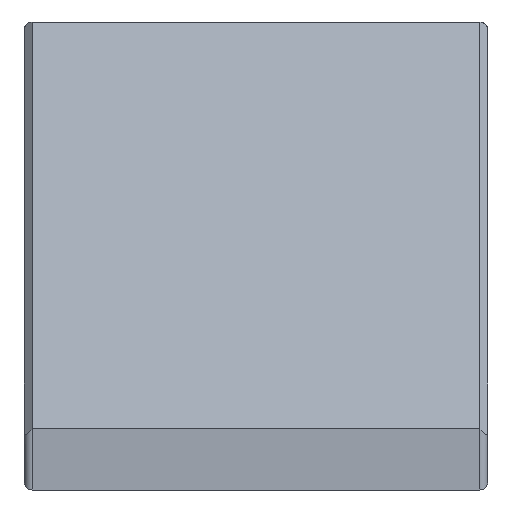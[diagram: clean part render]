
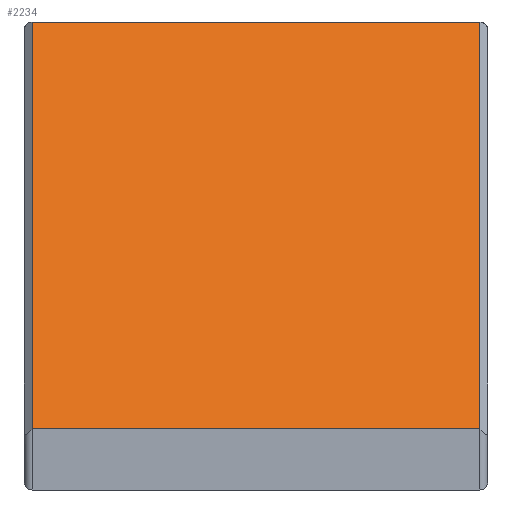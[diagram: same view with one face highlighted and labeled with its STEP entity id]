
A CAD part, left-side view. The second image highlights one B-rep face of the part: STEP entity #2234.
In plain terms, the highlighted planar face has unit normal (-0.707, 0, 0.707).
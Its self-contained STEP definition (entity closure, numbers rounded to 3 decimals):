
#117=PLANE('',#2457);
#238=FACE_OUTER_BOUND('',#360,.T.);
#360=EDGE_LOOP('',(#2057,#2058,#2059,#2060));
#595=LINE('',#3758,#831);
#597=LINE('',#3762,#833);
#599=LINE('',#3765,#835);
#600=LINE('',#3766,#836);
#831=VECTOR('',#3101,10.);
#833=VECTOR('',#3105,10.);
#835=VECTOR('',#3109,10.);
#836=VECTOR('',#3110,10.);
#1107=VERTEX_POINT('',#3742);
#1108=VERTEX_POINT('',#3746);
#1111=VERTEX_POINT('',#3753);
#1112=VERTEX_POINT('',#3761);
#1430=EDGE_CURVE('',#1111,#1108,#595,.T.);
#1432=EDGE_CURVE('',#1112,#1111,#597,.T.);
#1434=EDGE_CURVE('',#1107,#1108,#599,.T.);
#1435=EDGE_CURVE('',#1112,#1107,#600,.T.);
#2057=ORIENTED_EDGE('',*,*,#1434,.F.);
#2058=ORIENTED_EDGE('',*,*,#1435,.F.);
#2059=ORIENTED_EDGE('',*,*,#1432,.T.);
#2060=ORIENTED_EDGE('',*,*,#1430,.T.);
#2234=ADVANCED_FACE('',(#238),#117,.T.);
#2457=AXIS2_PLACEMENT_3D('',#3764,#3107,#3108);
#3101=DIRECTION('',(0.707,0.,0.707));
#3105=DIRECTION('',(0.,-1.,0.));
#3107=DIRECTION('center_axis',(-0.707,0.,
0.707));
#3108=DIRECTION('ref_axis',(-0.707,0.,-0.707));
#3109=DIRECTION('',(0.,-1.,0.));
#3110=DIRECTION('',(0.707,0.,0.707));
#3742=CARTESIAN_POINT('',(-119.512,-9.962,-104.85));
#3746=CARTESIAN_POINT('',(-119.512,-24.462,-104.85));
#3753=CARTESIAN_POINT('',(-132.682,-24.462,-118.02));
#3758=CARTESIAN_POINT('',(-122.917,-24.462,-108.255));
#3761=CARTESIAN_POINT('',(-132.682,-9.962,-118.02));
#3762=CARTESIAN_POINT('',(-132.682,-9.712,-118.02));
#3764=CARTESIAN_POINT('Origin',(-119.662,-9.712,-105.));
#3765=CARTESIAN_POINT('',(-119.512,-12.712,-104.85));
#3766=CARTESIAN_POINT('',(-122.917,-9.962,-108.255));
